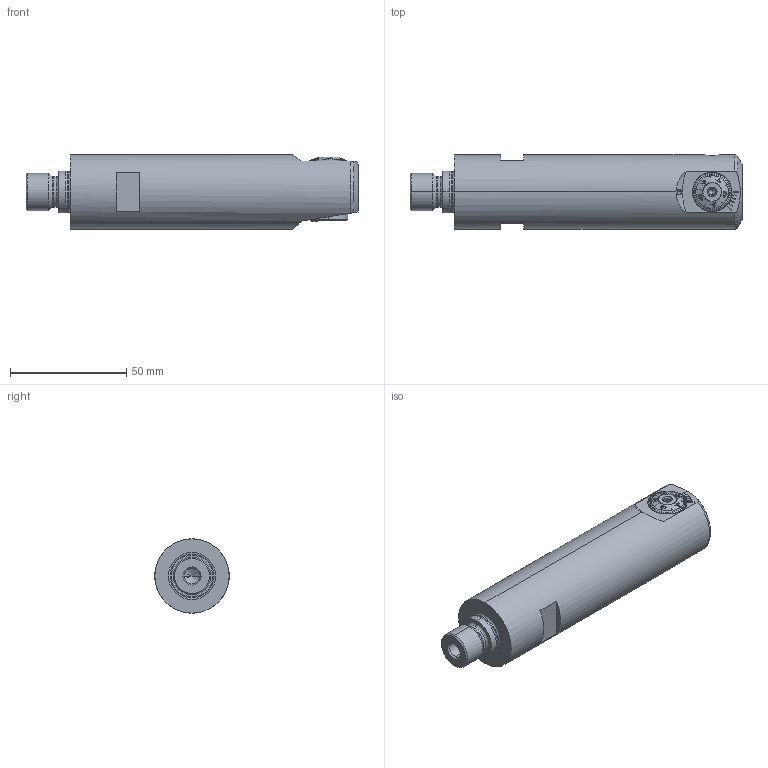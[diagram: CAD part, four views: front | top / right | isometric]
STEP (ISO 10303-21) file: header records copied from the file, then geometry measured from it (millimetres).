
FILE_DESCRIPTION (( 'STEP AP203' ), '1' );
FILE_NAME ('300.032.040.128.STEP', '2018-02-27T15:58:36', ( 'SWIAdmin' ), ( 'Hewlett-Packard Company' ), 'SwSTEP 2.0', 'SolidWorks 2017', '' );
FILE_SCHEMA (( 'CONFIG_CONTROL_DESIGN' ));
Length unit declared in the file: millimetre
Products named in the file (14): F32-BG1.002.017_B; 300.032.040.128; F32-BG2.014.012_A; DIN 3771 - 15x1; F32-BG2.017.003_A; F32-BG1.010.006_A; F32-BG2.017.004_A; F32; F32-BG2.009.012_A; F32-BG3.006.026_A; Klebstoff D6; ISO 4026 - M6 x 5; HP3-F32.K20.128_C; T7 M2.5 x 6
Assembly tree (13 placements, depth 3):
  300.032.040.128
    HP3-F32.K20.128_C
    F32
      F32-BG1.002.017_B
      F32-BG2.014.012_A
      DIN 3771 - 15x1
      F32-BG2.017.003_A
      F32-BG2.017.004_A
      F32-BG2.009.012_A
      F32-BG1.010.006_A
    F32-BG3.006.026_A
    Klebstoff D6
    ISO 4026 - M6 x 5
    T7 M2.5 x 6
Bounding box: 143 x 32 x 32 mm (x, y, z)
Volume: 94795.9 mm3; surface area: 24720.8 mm2
Topology: 12 solids, 12 shells, 628 faces, 1610 edges, 1016 vertices
Faces by surface type: plane 284, cone 161, cylinder 103, torus 45, bspline 35
Entity records: 23030 total; most frequent: CARTESIAN_POINT 7101, ORIENTED_EDGE 3200, DIRECTION 2757, EDGE_CURVE 1600, AXIS2_PLACEMENT_3D 1070, VERTEX_POINT 1016, EDGE_LOOP 672, FACE_OUTER_BOUND 628
